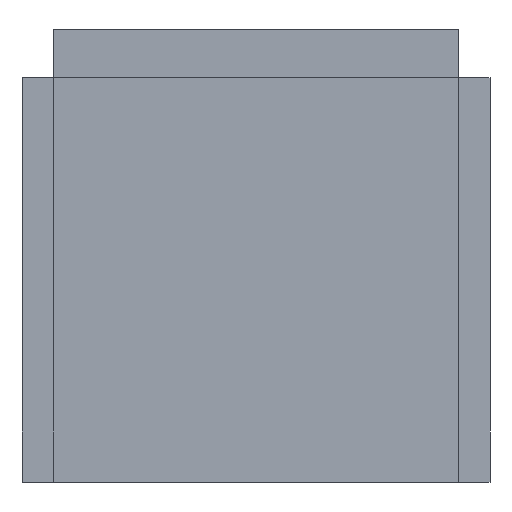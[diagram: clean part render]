
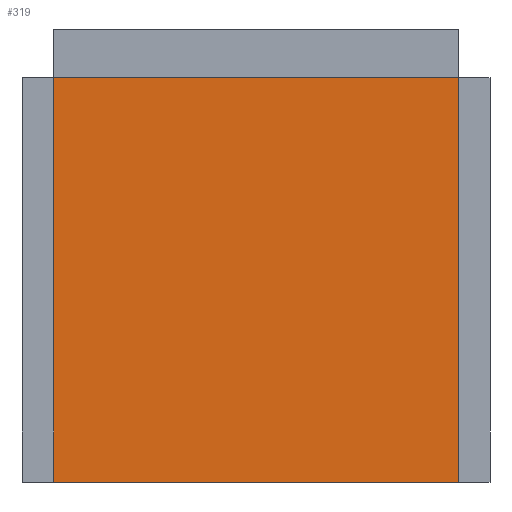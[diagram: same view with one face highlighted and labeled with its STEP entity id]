
A CAD part, left-side view. The second image highlights one B-rep face of the part: STEP entity #319.
In plain terms, the highlighted planar face has unit normal (-1, 0, 0).
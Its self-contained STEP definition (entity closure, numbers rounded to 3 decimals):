
#6 = LINE ( 'NONE', #46, #440 ) ;
#22 = ORIENTED_EDGE ( 'NONE', *, *, #273, .F. ) ;
#46 = CARTESIAN_POINT ( 'NONE',  ( -40., -6.35, 6.35 ) ) ;
#122 = ORIENTED_EDGE ( 'NONE', *, *, #966, .F. ) ;
#128 = VERTEX_POINT ( 'NONE', #882 ) ;
#147 = CARTESIAN_POINT ( 'NONE',  ( -40., 6.35, 6.35 ) ) ;
#190 = DIRECTION ( 'NONE',  ( -1., 0., 0. ) ) ;
#217 = ORIENTED_EDGE ( 'NONE', *, *, #812, .F. ) ;
#262 = VERTEX_POINT ( 'NONE', #990 ) ;
#273 = EDGE_CURVE ( 'NONE', #662, #979, #850, .T. ) ;
#275 = DIRECTION ( 'NONE',  ( 0., -1., 0. ) ) ;
#279 = CARTESIAN_POINT ( 'NONE',  ( -40., 6.35, 6.35 ) ) ;
#288 = ORIENTED_EDGE ( 'NONE', *, *, #1068, .F. ) ;
#319 = ADVANCED_FACE ( 'NONE', ( #328 ), #826, .T. ) ;
#328 = FACE_OUTER_BOUND ( 'NONE', #443, .T. ) ;
#440 = VECTOR ( 'NONE', #275, 1000. ) ;
#443 = EDGE_LOOP ( 'NONE', ( #288, #122, #217, #22 ) ) ;
#511 = VECTOR ( 'NONE', #1147, 1000. ) ;
#528 = AXIS2_PLACEMENT_3D ( 'NONE', #555, #190, #649 ) ;
#555 = CARTESIAN_POINT ( 'NONE',  ( -40., 0., 0. ) ) ;
#649 = DIRECTION ( 'NONE',  ( 0., 0., 1. ) ) ;
#662 = VERTEX_POINT ( 'NONE', #902 ) ;
#688 = CARTESIAN_POINT ( 'NONE',  ( -40., -6.35, 6.35 ) ) ;
#812 = EDGE_CURVE ( 'NONE', #979, #128, #6, .T. ) ;
#826 = PLANE ( 'NONE',  #528 ) ;
#834 = CARTESIAN_POINT ( 'NONE',  ( -40., -6.35, -6.35 ) ) ;
#850 = LINE ( 'NONE', #279, #1066 ) ;
#882 = CARTESIAN_POINT ( 'NONE',  ( -40., -6.35, 6.35 ) ) ;
#902 = CARTESIAN_POINT ( 'NONE',  ( -40., 6.35, -6.35 ) ) ;
#912 = DIRECTION ( 'NONE',  ( 0., 0., 1. ) ) ;
#933 = DIRECTION ( 'NONE',  ( 0., 1., 0. ) ) ;
#966 = EDGE_CURVE ( 'NONE', #128, #262, #1002, .T. ) ;
#979 = VERTEX_POINT ( 'NONE', #147 ) ;
#990 = CARTESIAN_POINT ( 'NONE',  ( -40., -6.35, -6.35 ) ) ;
#1002 = LINE ( 'NONE', #688, #511 ) ;
#1054 = LINE ( 'NONE', #834, #1067 ) ;
#1066 = VECTOR ( 'NONE', #912, 1000. ) ;
#1067 = VECTOR ( 'NONE', #933, 1000. ) ;
#1068 = EDGE_CURVE ( 'NONE', #262, #662, #1054, .T. ) ;
#1147 = DIRECTION ( 'NONE',  ( 0., 0., -1. ) ) ;
